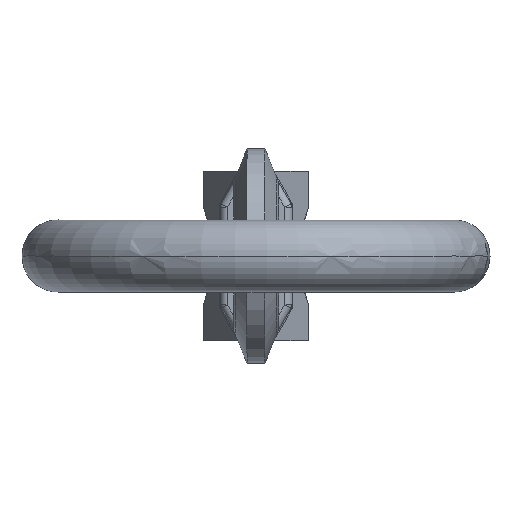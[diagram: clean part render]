
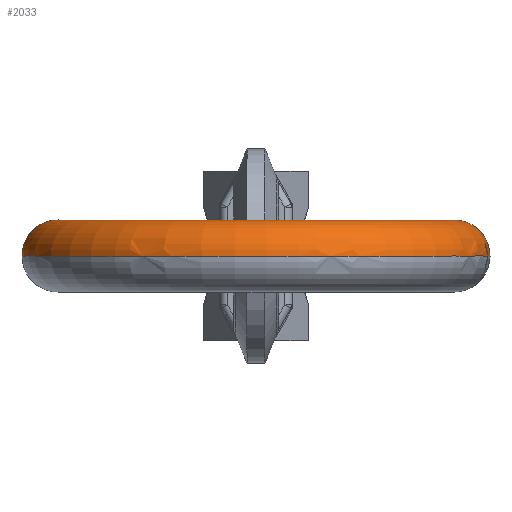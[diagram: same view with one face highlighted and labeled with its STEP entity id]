
A CAD part, left-side view. The second image highlights one B-rep face of the part: STEP entity #2033.
In plain terms, the highlighted toroidal (fillet/blend) face has major radius 110 mm and minor radius 20 mm.
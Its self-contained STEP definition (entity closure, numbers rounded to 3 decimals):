
#14=CARTESIAN_POINT('',(-160.,110.,0.));
#15=DIRECTION('',(-1.,0.,0.));
#16=DIRECTION('',(0.,-1.,0.));
#17=AXIS2_PLACEMENT_3D('',#14,#15,#16);
#460=CARTESIAN_POINT('',(-160.,-110.,0.));
#461=DIRECTION('',(-1.,0.,0.));
#462=DIRECTION('',(0.,-1.,0.));
#463=AXIS2_PLACEMENT_3D('',#460,#461,#462);
#473=CARTESIAN_POINT('',(-160.,90.,0.));
#474=CARTESIAN_POINT('',(-164.96,90.,0.));
#475=CARTESIAN_POINT('',(-174.881,89.178,
0.));
#476=CARTESIAN_POINT('',(-189.356,85.512,
0.));
#477=CARTESIAN_POINT('',(-203.031,79.514,
0.));
#478=CARTESIAN_POINT('',(-215.532,71.347,
0.));
#479=CARTESIAN_POINT('',(-226.518,61.234,
0.));
#480=CARTESIAN_POINT('',(-235.689,49.45,
0.));
#481=CARTESIAN_POINT('',(-242.796,36.318,
0.));
#482=CARTESIAN_POINT('',(-247.644,22.195,
0.));
#483=CARTESIAN_POINT('',(-250.102,7.466,
0.));
#484=CARTESIAN_POINT('',(-250.102,-7.466,
0.));
#485=CARTESIAN_POINT('',(-247.644,-22.195,
0.));
#486=CARTESIAN_POINT('',(-242.796,-36.318,
0.));
#487=CARTESIAN_POINT('',(-235.689,-49.45,
0.));
#488=CARTESIAN_POINT('',(-226.518,-61.234,
0.));
#489=CARTESIAN_POINT('',(-215.532,-71.347,
0.));
#490=CARTESIAN_POINT('',(-203.031,-79.514,
0.));
#491=CARTESIAN_POINT('',(-189.356,-85.512,
0.));
#492=CARTESIAN_POINT('',(-174.881,-89.178,
0.));
#493=CARTESIAN_POINT('',(-164.96,-90.,0.));
#494=CARTESIAN_POINT('',(-160.,-90.,0.));
#496=CARTESIAN_POINT('',(-160.,-130.,0.));
#497=CARTESIAN_POINT('',(-166.483,-130.,0.));
#498=CARTESIAN_POINT('',(-179.448,-129.028,
0.));
#499=CARTESIAN_POINT('',(-198.461,-124.689,
0.));
#500=CARTESIAN_POINT('',(-216.616,-117.564,
0.));
#501=CARTESIAN_POINT('',(-233.505,-107.812,
0.));
#502=CARTESIAN_POINT('',(-248.753,-95.653,0.));
#503=CARTESIAN_POINT('',(-262.018,-81.357,0.));
#504=CARTESIAN_POINT('',(-273.004,-65.243,0.));
#505=CARTESIAN_POINT('',(-281.466,-47.672,0.));
#506=CARTESIAN_POINT('',(-287.214,-29.036,0.));
#507=CARTESIAN_POINT('',(-290.121,-9.751,0.));
#508=CARTESIAN_POINT('',(-290.121,9.751,0.));
#509=CARTESIAN_POINT('',(-287.214,29.036,0.));
#510=CARTESIAN_POINT('',(-281.466,47.672,0.));
#511=CARTESIAN_POINT('',(-273.004,65.243,0.));
#512=CARTESIAN_POINT('',(-262.018,81.357,0.));
#513=CARTESIAN_POINT('',(-248.753,95.653,0.));
#514=CARTESIAN_POINT('',(-233.505,107.812,
0.));
#515=CARTESIAN_POINT('',(-216.616,117.564,
0.));
#516=CARTESIAN_POINT('',(-198.461,124.689,
0.));
#517=CARTESIAN_POINT('',(-179.448,129.028,
0.));
#518=CARTESIAN_POINT('',(-166.483,130.,0.));
#519=CARTESIAN_POINT('',(-160.,130.,0.));
#1516=CARTESIAN_POINT('',(-160.,-90.,0.));
#1517=VERTEX_POINT('',#1516);
#1518=CARTESIAN_POINT('',(-160.,-130.,0.));
#1519=VERTEX_POINT('',#1518);
#1520=VERTEX_POINT('',#473);
#1521=VERTEX_POINT('',#519);
#2020=CARTESIAN_POINT('',(-160.,0.,0.));
#2021=DIRECTION('',(0.,0.,1.));
#2022=DIRECTION('',(0.,-1.,0.));
#2023=AXIS2_PLACEMENT_3D('',#2020,#2021,#2022);
#2024=TOROIDAL_SURFACE('',#2023,110.,20.);
#2025=ORIENTED_EDGE('',*,*,#1812,.F.);
#2027=ORIENTED_EDGE('',*,*,#2026,.T.);
#2028=ORIENTED_EDGE('',*,*,#2010,.F.);
#2030=ORIENTED_EDGE('',*,*,#2029,.T.);
#2031=EDGE_LOOP('',(#2025,#2027,#2028,#2030));
#2032=FACE_OUTER_BOUND('',#2031,.F.);
#2033=ADVANCED_FACE('',(#2032),#2024,.T.);
#18=CIRCLE('',#17,20.);
#464=CIRCLE('',#463,20.);
#495=B_SPLINE_CURVE_WITH_KNOTS('',3,(#473,#474,#475,#476,#477,#478,#479,#480,
#481,#482,#483,#484,#485,#486,#487,#488,#489,#490,#491,#492,#493,#494),
.UNSPECIFIED.,.F.,.F.,(4,1,1,1,1,1,1,1,1,1,1,1,1,1,1,1,1,1,1,4),(0.,
0.053,0.105,0.158,0.211,
0.263,0.316,0.368,0.421,
0.474,0.526,0.579,0.632,
0.684,0.737,0.789,0.842,
0.895,0.947,1.),.UNSPECIFIED.);
#520=B_SPLINE_CURVE_WITH_KNOTS('',3,(#496,#497,#498,#499,#500,#501,#502,#503,
#504,#505,#506,#507,#508,#509,#510,#511,#512,#513,#514,#515,#516,#517,#518,
#519),.UNSPECIFIED.,.F.,.F.,(4,1,1,1,1,1,1,1,1,1,1,1,1,1,1,1,1,1,1,1,1,4),(0.,
0.048,0.095,0.143,0.19,
0.238,0.286,0.333,0.381,
0.429,0.476,0.524,0.571,
0.619,0.667,0.714,0.762,
0.81,0.857,0.905,0.952,1.),
.UNSPECIFIED.);
#1812=EDGE_CURVE('',#1520,#1521,#18,.T.);
#2010=EDGE_CURVE('',#1519,#1517,#464,.T.);
#2026=EDGE_CURVE('',#1520,#1517,#495,.T.);
#2029=EDGE_CURVE('',#1519,#1521,#520,.T.);
